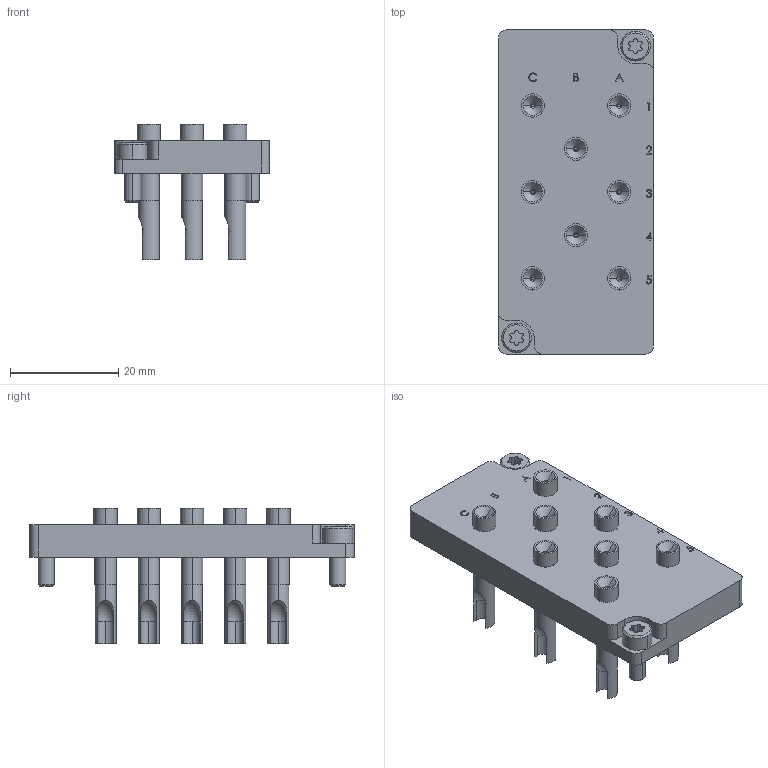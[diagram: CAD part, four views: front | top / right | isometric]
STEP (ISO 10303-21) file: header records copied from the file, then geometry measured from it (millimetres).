
FILE_DESCRIPTION (( 'STEP AP214' ), '1' );
FILE_NAME ('INGUN_111830.STEP', '2023-11-28T09:25:37', ( '' ), ( '' ), 'SwSTEP 2.0', 'SolidWorks 2021', '' );
FILE_SCHEMA (( 'AUTOMOTIVE_DESIGN' ));
Length unit declared in the file: millimetre
Products named in the file (6): DIN912~n_M03,0x008; INFO_4642~0_S; 35926~1_S; INGUN_111830; 35926~1; KT-Master__ADA~kt_KT-150 L3 E03-30 S
Assembly tree (13 placements, depth 3):
  INGUN_111830
    35926~1_S
      35926~1
      INFO_4642~0_S
    DIN912~n_M03,0x008  x2
    KT-Master__ADA~kt_KT-150 L3 E03-30 S  x8
Bounding box: 28.7 x 60 x 25 mm (x, y, z)
Volume: 11707.6 mm3; surface area: 8209.3 mm2
Topology: 27 solids, 27 shells, 538 faces, 1232 edges, 768 vertices
Faces by surface type: cylinder 216, plane 164, cone 104, bspline 46, torus 8
Entity records: 11188 total; most frequent: CARTESIAN_POINT 4109, ORIENTED_EDGE 1156, DIRECTION 1034, EDGE_CURVE 578, VERTEX_POINT 379, AXIS2_PLACEMENT_3D 350, LINE 334, VECTOR 334
